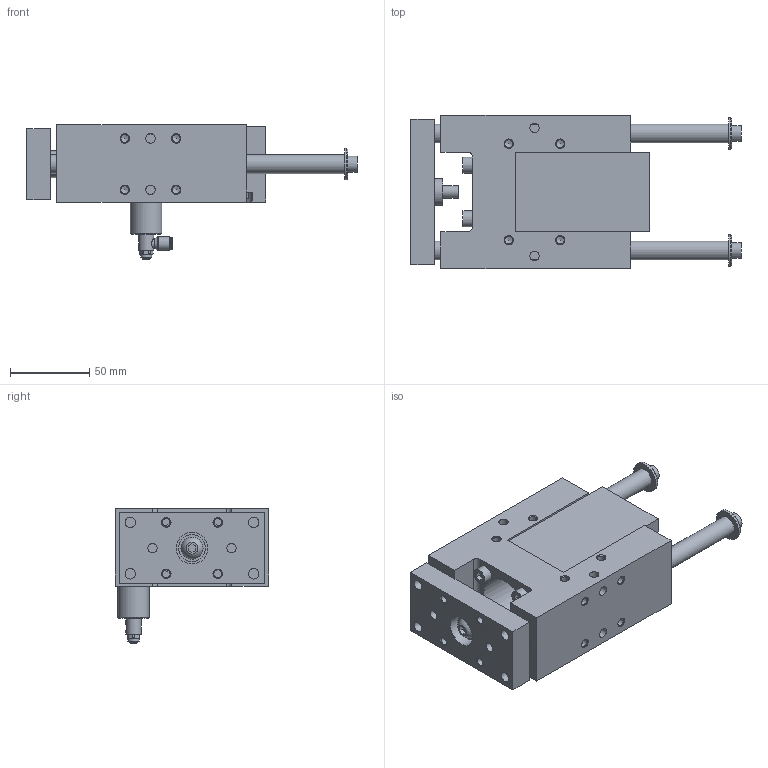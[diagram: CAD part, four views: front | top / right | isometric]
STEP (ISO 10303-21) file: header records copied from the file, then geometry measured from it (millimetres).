
FILE_DESCRIPTION( ( 'STEP AP214' ), '1' );
FILE_NAME( '324A1294.step', '2006-07-06T14:12:35', ( ' ' ), ( ' ' ), 'XStep 1.0', ' ', ' ' );
FILE_SCHEMA( ( 'automotive_design' ) );
Length unit declared in the file: metre
Products named in the file (2): 1; 2
Bounding box: 209 x 97 x 85.26 mm (x, y, z)
Volume: 488672.4 mm3; surface area: 125618.2 mm2
Topology: 2 solids, 12 shells, 438 faces, 1030 edges, 680 vertices
Faces by surface type: plane 218, cylinder 150, cone 64, torus 4, sphere 2
Full cylindrical faces by diameter (mm): 2.134 x1, 3.242 x6, 3.5 x1, 4 x7, 4.134 x4, 4.5 x3, 4.918 x31, 5.2 x1, 6 x14, 6.2 x12, 6.5 x3, 6.6 x4, 6.63 x1, 7 x4, 8 x2, 8.1 x1, 8.5 x1, 9.5 x1, 10 x5, 10.5 x1, 11 x4, 12 x4, 17 x2, 20 x4
Entity records: 15055 total; most frequent: CARTESIAN_POINT 2408, DIRECTION 1940, ORIENTED_EDGE 1516, AXIS2_PLACEMENT_3D 784, EDGE_CURVE 758, EDGE_LOOP 720, VERTEX_POINT 604, FACE_OUTER_BOUND 560
